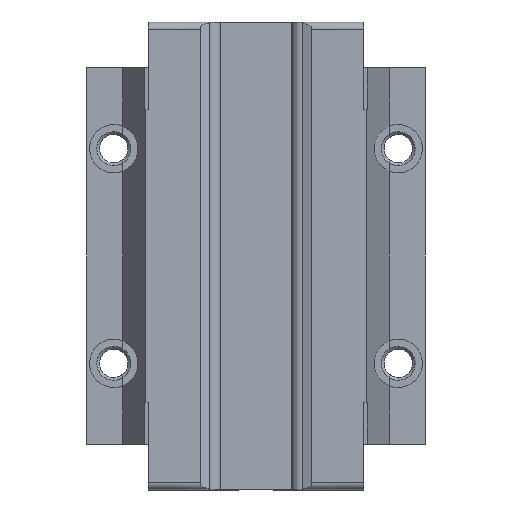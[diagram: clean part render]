
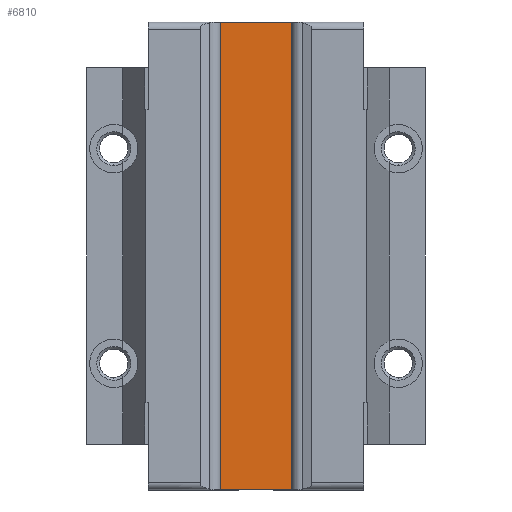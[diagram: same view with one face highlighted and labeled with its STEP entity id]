
A CAD part, front view. The second image highlights one B-rep face of the part: STEP entity #6810.
In plain terms, the highlighted planar face has unit normal (0, -1, 0).
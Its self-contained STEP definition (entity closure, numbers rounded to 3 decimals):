
#37 = AXIS2_PLACEMENT_3D ( 'NONE', #3182, #3191, #3192 ) ;
#380 = EDGE_CURVE ( 'NONE', #15606, #15603, #13200, .T. ) ;
#570 = EDGE_CURVE ( 'NONE', #15603, #15585, #12991, .T. ) ;
#571 = EDGE_CURVE ( 'NONE', #15606, #15651, #12987, .T. ) ;
#1902 = EDGE_LOOP ( 'NONE', ( #4098, #4099, #4100, #4101 ) ) ;
#3179 = PLANE ( 'NONE',  #37 ) ;
#3182 = CARTESIAN_POINT ( 'NONE',  ( 7.255, -9.695, -43.6 ) ) ;
#3191 = DIRECTION ( 'NONE',  ( 0., 1., 0. ) ) ;
#3192 = DIRECTION ( 'NONE',  ( -1., 0., 0. ) ) ;
#4098 = ORIENTED_EDGE ( 'NONE', *, *, #571, .T. ) ;
#4099 = ORIENTED_EDGE ( 'NONE', *, *, #8322, .T. ) ;
#4100 = ORIENTED_EDGE ( 'NONE', *, *, #570, .F. ) ;
#4101 = ORIENTED_EDGE ( 'NONE', *, *, #380, .F. ) ;
#5034 = DIRECTION ( 'NONE',  ( -1., 0., 0. ) ) ;
#5035 = CARTESIAN_POINT ( 'NONE',  ( -20.1, -9.695, -43.55 ) ) ;
#5971 = CARTESIAN_POINT ( 'NONE',  ( -7.255, -9.695, 43.55 ) ) ;
#5985 = CARTESIAN_POINT ( 'NONE',  ( -7.255, -9.695, -43.55 ) ) ;
#5988 = CARTESIAN_POINT ( 'NONE',  ( 7.255, -9.695, -43.55 ) ) ;
#6033 = CARTESIAN_POINT ( 'NONE',  ( 7.255, -9.695, 43.55 ) ) ;
#6810 = ADVANCED_FACE ( 'NONE', ( #14676 ), #3179, .F. ) ;
#6975 = VECTOR ( 'NONE', #14569, 1000. ) ;
#6976 = LINE ( 'NONE', #14568, #6975 ) ;
#7773 = DIRECTION ( 'NONE',  ( 0., 0., 1. ) ) ;
#7935 = CARTESIAN_POINT ( 'NONE',  ( 7.255, -9.695, -43.6 ) ) ;
#7949 = CARTESIAN_POINT ( 'NONE',  ( -7.255, -9.695, -43.6 ) ) ;
#7975 = DIRECTION ( 'NONE',  ( 0., 0., 1. ) ) ;
#8322 = EDGE_CURVE ( 'NONE', #15651, #15585, #6976, .T. ) ;
#12982 = VECTOR ( 'NONE', #7773, 1000. ) ;
#12984 = VECTOR ( 'NONE', #7975, 1000. ) ;
#12987 = LINE ( 'NONE', #7935, #12982 ) ;
#12991 = LINE ( 'NONE', #7949, #12984 ) ;
#13200 = LINE ( 'NONE', #5035, #13225 ) ;
#13225 = VECTOR ( 'NONE', #5034, 1000. ) ;
#14568 = CARTESIAN_POINT ( 'NONE',  ( 7.255, -9.695, 43.55 ) ) ;
#14569 = DIRECTION ( 'NONE',  ( -1., 0., 0. ) ) ;
#14676 = FACE_OUTER_BOUND ( 'NONE', #1902, .T. ) ;
#15585 = VERTEX_POINT ( 'NONE', #5971 ) ;
#15603 = VERTEX_POINT ( 'NONE', #5985 ) ;
#15606 = VERTEX_POINT ( 'NONE', #5988 ) ;
#15651 = VERTEX_POINT ( 'NONE', #6033 ) ;
